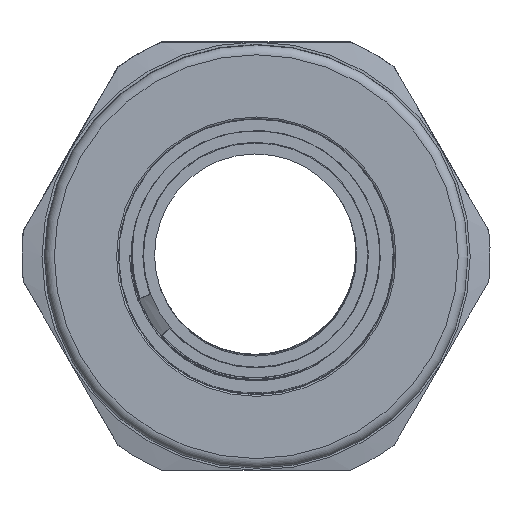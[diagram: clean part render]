
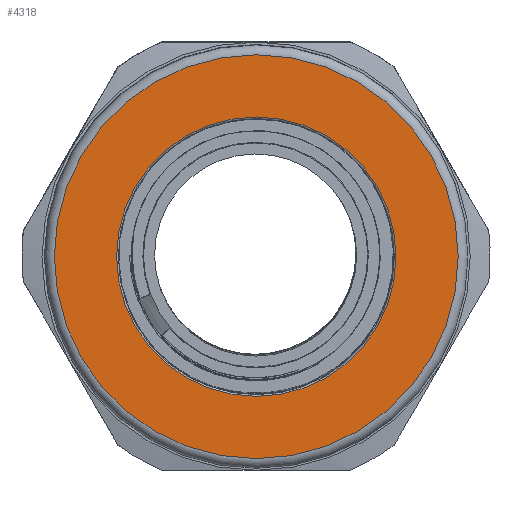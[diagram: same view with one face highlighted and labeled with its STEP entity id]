
A CAD part, left-side view. The second image highlights one B-rep face of the part: STEP entity #4318.
In plain terms, the highlighted face is planar.
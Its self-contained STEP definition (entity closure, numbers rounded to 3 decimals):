
#740=PLANE('',#4795);
#810=FACE_BOUND('',#1322,.T.);
#988=FACE_OUTER_BOUND('',#1321,.T.);
#1321=EDGE_LOOP('',(#3332));
#1322=EDGE_LOOP('',(#3333));
#1707=CIRCLE('',#4794,24.47);
#1708=CIRCLE('',#4796,35.37);
#2079=VERTEX_POINT('',#13336);
#2080=VERTEX_POINT('',#13339);
#2555=EDGE_CURVE('',#2079,#2079,#1707,.T.);
#2556=EDGE_CURVE('',#2080,#2080,#1708,.T.);
#3332=ORIENTED_EDGE('',*,*,#2556,.F.);
#3333=ORIENTED_EDGE('',*,*,#2555,.T.);
#4318=ADVANCED_FACE('',(#988,#810),#740,.T.);
#4794=AXIS2_PLACEMENT_3D('',#13337,#5539,#5540);
#4795=AXIS2_PLACEMENT_3D('',#13338,#5541,#5542);
#4796=AXIS2_PLACEMENT_3D('',#13340,#5543,#5544);
#5539=DIRECTION('center_axis',(1.,0.,0.));
#5540=DIRECTION('ref_axis',(0.,0.,-1.));
#5541=DIRECTION('center_axis',(-1.,0.,0.));
#5542=DIRECTION('ref_axis',(0.,0.,1.));
#5543=DIRECTION('center_axis',(1.,0.,0.));
#5544=DIRECTION('ref_axis',(0.,0.,-1.));
#13336=CARTESIAN_POINT('',(-28.15,24.47,0.));
#13337=CARTESIAN_POINT('Origin',(-28.15,0.,0.));
#13338=CARTESIAN_POINT('Origin',(-28.15,35.37,0.));
#13339=CARTESIAN_POINT('',(-28.15,35.37,0.));
#13340=CARTESIAN_POINT('Origin',(-28.15,0.,0.));
